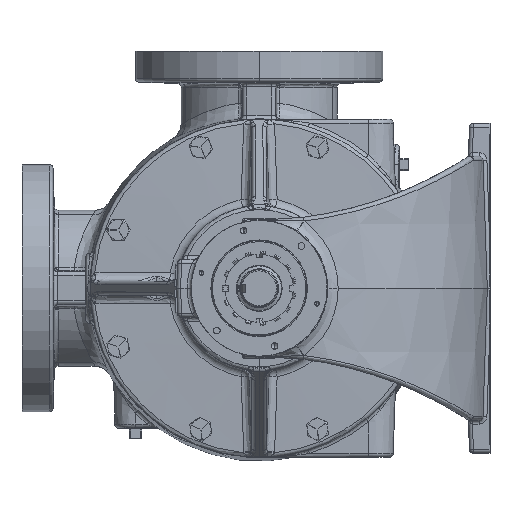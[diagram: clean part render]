
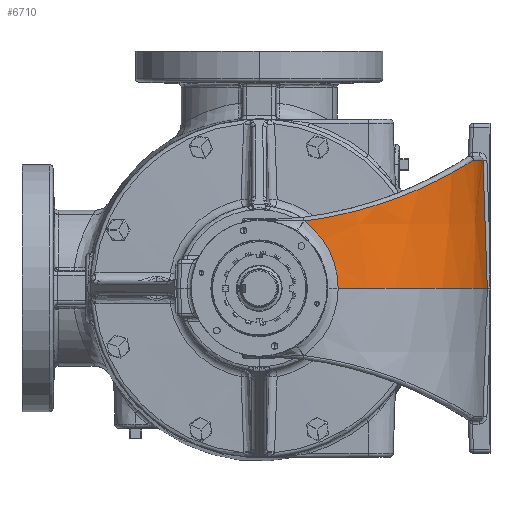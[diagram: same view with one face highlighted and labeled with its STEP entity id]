
A CAD part, left-side view. The second image highlights one B-rep face of the part: STEP entity #6710.
In plain terms, the highlighted conical face has half-angle 2 degrees and reference radius 138.176 mm.
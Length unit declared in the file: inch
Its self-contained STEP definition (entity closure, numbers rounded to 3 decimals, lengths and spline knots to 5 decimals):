
#2178 = CARTESIAN_POINT ( 'NONE',  ( -5.63825, -6.82927, 2.63313 ) ) ;
#3627 = CARTESIAN_POINT ( 'NONE',  ( -9.24547, -5.27386, 3.20142 ) ) ;
#4008 = CARTESIAN_POINT ( 'NONE',  ( -10.79993, -2.58465, 2.2553 ) ) ;
#5665 = CARTESIAN_POINT ( 'NONE',  ( -7.20752, -6.4942, 3.88419 ) ) ;
#5764 = CARTESIAN_POINT ( 'NONE',  ( -5.59547, -6.7869, 3.88419 ) ) ;
#6710 = ADVANCED_FACE ( 'NONE', ( #39681 ), #60451, .T. ) ;
#6781 = DIRECTION ( 'NONE',  ( -1., 0., 0. ) ) ;
#8415 = CARTESIAN_POINT ( 'NONE',  ( -10.92766, -2.08096, 1.23367 ) ) ;
#8791 = CARTESIAN_POINT ( 'NONE',  ( -10.91988, -2.39567, 0. ) ) ;
#9074 = ORIENTED_EDGE ( 'NONE', *, *, #52122, .T. ) ;
#11043 = CARTESIAN_POINT ( 'NONE',  ( -5.59547, -6.7869, 3.88419 ) ) ;
#12503 = CARTESIAN_POINT ( 'NONE',  ( -9.72062, -4.77155, 2.96841 ) ) ;
#12868 = CARTESIAN_POINT ( 'NONE',  ( -10.8462, -2.3728, 2.20899 ) ) ;
#16067 = DIRECTION ( 'NONE',  ( 0., 0., -1. ) ) ;
#17319 = CARTESIAN_POINT ( 'NONE',  ( -10.91813, -2.20979, 0.96892 ) ) ;
#18894 = DIRECTION ( 'NONE',  ( 0., 0., -1. ) ) ;
#19211 = CARTESIAN_POINT ( 'NONE',  ( -5.70543, -6.89509, 0.6692 ) ) ;
#21034 = CARTESIAN_POINT ( 'NONE',  ( -8.24333, -6.03176, 3.6031 ) ) ;
#21405 = CARTESIAN_POINT ( 'NONE',  ( -9.96774, -4.43442, 2.83065 ) ) ;
#21691 = AXIS2_PLACEMENT_3D ( 'NONE', #72019, #18894, #80877 ) ;
#21801 = CARTESIAN_POINT ( 'NONE',  ( -10.92036, -1.94511, 2.12391 ) ) ;
#24201 = EDGE_CURVE ( 'NONE', #35454, #55127, #68369, .T. ) ;
#26205 = CARTESIAN_POINT ( 'NONE',  ( -10.91362, -2.27708, 0.78192 ) ) ;
#28119 = B_SPLINE_CURVE_WITH_KNOTS ( 'NONE', 3,
 ( #68893, #87507, #87884, #34743, #96819, #43687, #105722, #52607, #114591, #61475, #8415, #70448, #17319, #79332, #26205, #88256, #35133, #97192, #44083, #106094, #52983, #114981, #61863, #8791 ),
 .UNSPECIFIED., .F., .F.,
 ( 4, 2, 2, 2, 2, 2, 2, 2, 2, 2, 2, 4 ),
 ( 0., 0.00754, 0.01507, 0.01884, 0.02261, 0.03015, 0.03768, 0.04145, 0.04522, 0.05276, 0.05653, 0.0603 ),
 .UNSPECIFIED. ) ;
#28446 = CARTESIAN_POINT ( 'NONE',  ( -5.72833, -6.91731, 0. ) ) ;
#29900 = CARTESIAN_POINT ( 'NONE',  ( -8.73587, -5.69861, 3.41901 ) ) ;
#30289 = CARTESIAN_POINT ( 'NONE',  ( -10.08503, -4.25957, 2.76247 ) ) ;
#30659 = CARTESIAN_POINT ( 'NONE',  ( -10.94841, -1.36215, 2.04032 ) ) ;
#31688 = DIRECTION ( 'NONE',  ( 0., 0., -1. ) ) ;
#34680 = AXIS2_PLACEMENT_3D ( 'NONE', #68785, #16067, #6781 ) ;
#34743 = CARTESIAN_POINT ( 'NONE',  ( -10.94869, -1.66355, 1.78315 ) ) ;
#35133 = CARTESIAN_POINT ( 'NONE',  ( -10.91146, -2.31858, 0.63886 ) ) ;
#35206 = ORIENTED_EDGE ( 'NONE', *, *, #24201, .T. ) ;
#35454 = VERTEX_POINT ( 'NONE', #5764 ) ;
#38895 = CARTESIAN_POINT ( 'NONE',  ( -8.81992, -5.63518, 3.38528 ) ) ;
#39273 = CARTESIAN_POINT ( 'NONE',  ( -10.26623, -3.95948, 2.65189 ) ) ;
#39681 = FACE_OUTER_BOUND ( 'NONE', #96752, .T. ) ;
#43687 = CARTESIAN_POINT ( 'NONE',  ( -10.9427, -1.82919, 1.59853 ) ) ;
#44083 = CARTESIAN_POINT ( 'NONE',  ( -10.91071, -2.36967, 0.39687 ) ) ;
#44780 = ORIENTED_EDGE ( 'NONE', *, *, #82828, .T. ) ;
#47425 = CARTESIAN_POINT ( 'NONE',  ( -7.20752, -6.4942, 3.88419 ) ) ;
#47794 = CARTESIAN_POINT ( 'NONE',  ( -8.93034, -5.54834, 3.33976 ) ) ;
#48174 = CARTESIAN_POINT ( 'NONE',  ( -10.57072, -3.33059, 2.44653 ) ) ;
#50483 = CARTESIAN_POINT ( 'NONE',  ( -10.91988, -2.39567, 0. ) ) ;
#51422 = EDGE_CURVE ( 'NONE', #94985, #72363, #99179, .T. ) ;
#52122 = EDGE_CURVE ( 'NONE', #94985, #35454, #101366, .T. ) ;
#52607 = CARTESIAN_POINT ( 'NONE',  ( -10.93803, -1.92041, 1.48082 ) ) ;
#52983 = CARTESIAN_POINT ( 'NONE',  ( -10.91384, -2.39025, 0.19919 ) ) ;
#55127 = VERTEX_POINT ( 'NONE', #5665 ) ;
#55241 = CARTESIAN_POINT ( 'NONE',  ( -5.65964, -6.85028, 2.00759 ) ) ;
#56710 = CARTESIAN_POINT ( 'NONE',  ( -9.14346, -5.368, 3.24783 ) ) ;
#57061 = CARTESIAN_POINT ( 'NONE',  ( -10.74709, -2.79312, 2.30402 ) ) ;
#60451 = CONICAL_SURFACE ( 'NONE', #34680, 5.44, 0.035 ) ;
#61475 = CARTESIAN_POINT ( 'NONE',  ( -10.93122, -2.03125, 1.31815 ) ) ;
#61863 = CARTESIAN_POINT ( 'NONE',  ( -10.918, -2.39623, 0.04984 ) ) ;
#64152 = CARTESIAN_POINT ( 'NONE',  ( -5.61685, -6.80815, 3.25866 ) ) ;
#65620 = CARTESIAN_POINT ( 'NONE',  ( -9.53985, -4.98088, 3.06187 ) ) ;
#65783 = B_SPLINE_CURVE_WITH_KNOTS ( 'NONE', 3,
 ( #47425, #109448, #74176, #21034, #83073, #29900, #92002, #38895, #100933, #47794, #109816, #56710, #3627, #65620, #12503, #74557, #21405, #83435, #30289, #92376, #39273, #101314, #48174, #110184, #57061, #4008, #66004, #12868, #74933, #21801, #83826, #30659 ),
 .UNSPECIFIED., .F., .F.,
 ( 4, 2, 2, 2, 2, 2, 2, 2, 2, 2, 2, 2, 2, 2, 2, 4 ),
 ( 0., 0.0222, 0.0444, 0.04718, 0.04995, 0.0555, 0.0666, 0.08881, 0.09436, 0.09991, 0.11101, 0.13321, 0.14431, 0.14986, 0.15541, 0.17761 ),
 .UNSPECIFIED. ) ;
#66004 = CARTESIAN_POINT ( 'NONE',  ( -10.81625, -2.51443, 2.23952 ) ) ;
#66084 = VERTEX_POINT ( 'NONE', #81747 ) ;
#68369 = CIRCLE ( 'NONE', #102319, 5.44404 ) ;
#68785 = CARTESIAN_POINT ( 'NONE',  ( -5.44, -1.34508, 4. ) ) ;
#68893 = CARTESIAN_POINT ( 'NONE',  ( -10.94841, -1.36215, 2.04032 ) ) ;
#70448 = CARTESIAN_POINT ( 'NONE',  ( -10.92112, -2.17023, 1.05905 ) ) ;
#72019 = CARTESIAN_POINT ( 'NONE',  ( -5.44, -1.34508, 0. ) ) ;
#72363 = VERTEX_POINT ( 'NONE', #50483 ) ;
#74176 = CARTESIAN_POINT ( 'NONE',  ( -7.74409, -6.29043, 3.7563 ) ) ;
#74557 = CARTESIAN_POINT ( 'NONE',  ( -9.92736, -4.49138, 2.85353 ) ) ;
#74933 = CARTESIAN_POINT ( 'NONE',  ( -10.85975, -2.30173, 2.19431 ) ) ;
#76648 = ORIENTED_EDGE ( 'NONE', *, *, #51422, .F. ) ;
#79332 = CARTESIAN_POINT ( 'NONE',  ( -10.91462, -2.26122, 0.82931 ) ) ;
#80877 = DIRECTION ( 'NONE',  ( 1., 0., 0. ) ) ;
#81747 = CARTESIAN_POINT ( 'NONE',  ( -10.94841, -1.36215, 2.04032 ) ) ;
#82828 = EDGE_CURVE ( 'NONE', #66084, #72363, #28119, .T. ) ;
#83073 = CARTESIAN_POINT ( 'NONE',  ( -8.48108, -5.88458, 3.51909 ) ) ;
#83435 = CARTESIAN_POINT ( 'NONE',  ( -10.04654, -4.31857, 2.78514 ) ) ;
#83826 = CARTESIAN_POINT ( 'NONE',  ( -10.94621, -1.65576, 2.07711 ) ) ;
#84832 = CARTESIAN_POINT ( 'NONE',  ( -5.44, -1.34508, 3.88419 ) ) ;
#87507 = CARTESIAN_POINT ( 'NONE',  ( -10.95023, -1.44229, 1.98106 ) ) ;
#87884 = CARTESIAN_POINT ( 'NONE',  ( -10.95046, -1.5186, 1.91777 ) ) ;
#88256 = CARTESIAN_POINT ( 'NONE',  ( -10.91204, -2.30573, 0.68674 ) ) ;
#88976 = EDGE_CURVE ( 'NONE', #55127, #66084, #65783, .T. ) ;
#92002 = CARTESIAN_POINT ( 'NONE',  ( -8.76401, -5.67766, 3.40782 ) ) ;
#92376 = CARTESIAN_POINT ( 'NONE',  ( -10.19669, -4.08095, 2.69541 ) ) ;
#93749 = DIRECTION ( 'NONE',  ( -1., 0., 0. ) ) ;
#94985 = VERTEX_POINT ( 'NONE', #104278 ) ;
#96752 = EDGE_LOOP ( 'NONE', ( #76648, #9074, #35206, #100453, #44780 ) ) ;
#96819 = CARTESIAN_POINT ( 'NONE',  ( -10.94669, -1.7322, 1.71182 ) ) ;
#97192 = CARTESIAN_POINT ( 'NONE',  ( -10.91043, -2.35274, 0.49436 ) ) ;
#99179 = CIRCLE ( 'NONE', #21691, 5.57968 ) ;
#100453 = ORIENTED_EDGE ( 'NONE', *, *, #88976, .T. ) ;
#100933 = CARTESIAN_POINT ( 'NONE',  ( -8.84773, -5.61364, 3.37392 ) ) ;
#101314 = CARTESIAN_POINT ( 'NONE',  ( -10.46041, -3.58788, 2.52541 ) ) ;
#101366 = B_SPLINE_CURVE_WITH_KNOTS ( 'NONE', 3,
 ( #28446, #19211, #108366, #55241, #2178, #64152, #11043 ),
 .UNSPECIFIED., .F., .F.,
 ( 4, 3, 4 ),
 ( 0., 0.05105, 0.09877 ),
 .UNSPECIFIED. ) ;
#102319 = AXIS2_PLACEMENT_3D ( 'NONE', #84832, #31688, #93749 ) ;
#104278 = CARTESIAN_POINT ( 'NONE',  ( -5.72833, -6.91731, 0. ) ) ;
#105722 = CARTESIAN_POINT ( 'NONE',  ( -10.9412, -1.86052, 1.55969 ) ) ;
#106094 = CARTESIAN_POINT ( 'NONE',  ( -10.91284, -2.38621, 0.24889 ) ) ;
#108366 = CARTESIAN_POINT ( 'NONE',  ( -5.68253, -6.87275, 1.3384 ) ) ;
#109448 = CARTESIAN_POINT ( 'NONE',  ( -7.48261, -6.40194, 3.82552 ) ) ;
#109816 = CARTESIAN_POINT ( 'NONE',  ( -8.98438, -5.50392, 3.31685 ) ) ;
#110184 = CARTESIAN_POINT ( 'NONE',  ( -10.7067, -2.9294, 2.33837 ) ) ;
#114591 = CARTESIAN_POINT ( 'NONE',  ( -10.93635, -1.94907, 1.44068 ) ) ;
#114981 = CARTESIAN_POINT ( 'NONE',  ( -10.91642, -2.39525, 0.09964 ) ) ;
